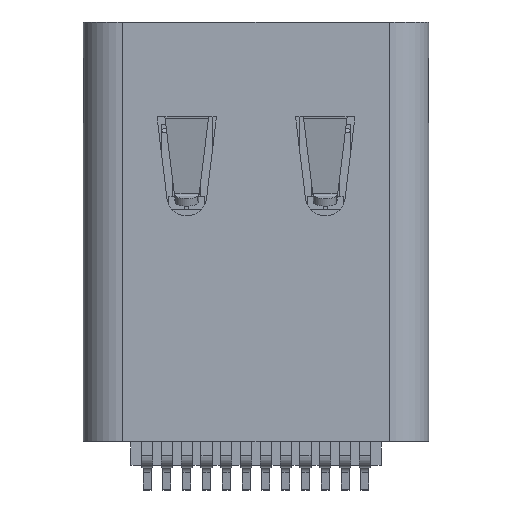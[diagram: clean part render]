
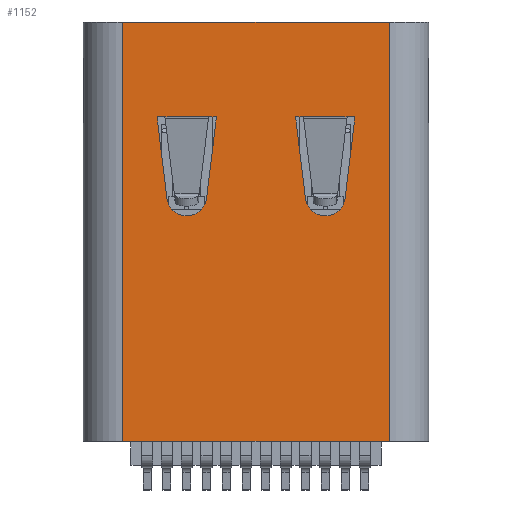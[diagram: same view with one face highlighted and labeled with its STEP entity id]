
A CAD part, front view. The second image highlights one B-rep face of the part: STEP entity #1152.
In plain terms, the highlighted planar face has unit normal (0, -1, 0).
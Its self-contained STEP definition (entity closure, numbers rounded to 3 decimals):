
#1152=ADVANCED_FACE('',(#4125,#4126,#4127),#4128,.T.);
#4125=FACE_BOUND('',#8516,.T.);
#4126=FACE_BOUND('',#8517,.T.);
#4127=FACE_OUTER_BOUND('',#8518,.T.);
#4128=PLANE('',#8519);
#8516=EDGE_LOOP('',(#23283,#23284,#23285,#23286,#23287,#23288,#23289,#23290,#23291,#23292));
#8517=EDGE_LOOP('',(#23293,#23294,#23295,#23296,#23297,#23298,#23299,#23300,#23301,#23302));
#8518=EDGE_LOOP('',(#23303,#23304,#23305,#23306));
#8519=AXIS2_PLACEMENT_3D('',#23307,#23308,#23309);
#23283=ORIENTED_EDGE('',*,*,#36902,.F.);
#23284=ORIENTED_EDGE('',*,*,#36903,.T.);
#23285=ORIENTED_EDGE('',*,*,#36904,.F.);
#23286=ORIENTED_EDGE('',*,*,#36875,.T.);
#23287=ORIENTED_EDGE('',*,*,#36905,.T.);
#23288=ORIENTED_EDGE('',*,*,#36906,.F.);
#23289=ORIENTED_EDGE('',*,*,#36907,.F.);
#23290=ORIENTED_EDGE('',*,*,#36908,.F.);
#23291=ORIENTED_EDGE('',*,*,#36909,.F.);
#23292=ORIENTED_EDGE('',*,*,#36910,.F.);
#23293=ORIENTED_EDGE('',*,*,#36911,.F.);
#23294=ORIENTED_EDGE('',*,*,#36912,.T.);
#23295=ORIENTED_EDGE('',*,*,#36913,.F.);
#23296=ORIENTED_EDGE('',*,*,#36914,.T.);
#23297=ORIENTED_EDGE('',*,*,#36915,.T.);
#23298=ORIENTED_EDGE('',*,*,#36916,.F.);
#23299=ORIENTED_EDGE('',*,*,#36917,.F.);
#23300=ORIENTED_EDGE('',*,*,#36918,.F.);
#23301=ORIENTED_EDGE('',*,*,#36919,.F.);
#23302=ORIENTED_EDGE('',*,*,#36920,.F.);
#23303=ORIENTED_EDGE('',*,*,#36921,.F.);
#23304=ORIENTED_EDGE('',*,*,#36922,.F.);
#23305=ORIENTED_EDGE('',*,*,#36923,.T.);
#23306=ORIENTED_EDGE('',*,*,#36924,.T.);
#23307=CARTESIAN_POINT('',(3.37,-1.48,-5.75));
#23308=DIRECTION('',(0.,-1.0,0.));
#23309=DIRECTION('',(-1.0,0.,0.));
#36875=EDGE_CURVE('',#44361,#44362,#44363,.T.);
#36902=EDGE_CURVE('',#44414,#44415,#44416,.T.);
#36903=EDGE_CURVE('',#44414,#44417,#44418,.T.);
#36904=EDGE_CURVE('',#44361,#44417,#44419,.T.);
#36905=EDGE_CURVE('',#44362,#44420,#44421,.T.);
#36906=EDGE_CURVE('',#44422,#44420,#44423,.T.);
#36907=EDGE_CURVE('',#44424,#44422,#44425,.T.);
#36908=EDGE_CURVE('',#44426,#44424,#44427,.T.);
#36909=EDGE_CURVE('',#44428,#44426,#44429,.T.);
#36910=EDGE_CURVE('',#44415,#44428,#44430,.T.);
#36911=EDGE_CURVE('',#44431,#44432,#44433,.T.);
#36912=EDGE_CURVE('',#44431,#44434,#44435,.T.);
#36913=EDGE_CURVE('',#44436,#44434,#44437,.T.);
#36914=EDGE_CURVE('',#44436,#44438,#44439,.T.);
#36915=EDGE_CURVE('',#44438,#44440,#44441,.T.);
#36916=EDGE_CURVE('',#44442,#44440,#44443,.T.);
#36917=EDGE_CURVE('',#44444,#44442,#44445,.T.);
#36918=EDGE_CURVE('',#44446,#44444,#44447,.T.);
#36919=EDGE_CURVE('',#44448,#44446,#44449,.T.);
#36920=EDGE_CURVE('',#44432,#44448,#44450,.T.);
#36921=EDGE_CURVE('',#44451,#44452,#44453,.T.);
#36922=EDGE_CURVE('',#44454,#44451,#44455,.T.);
#36923=EDGE_CURVE('',#44454,#44456,#44457,.T.);
#36924=EDGE_CURVE('',#44456,#44452,#44458,.T.);
#44361=VERTEX_POINT('',#56314);
#44362=VERTEX_POINT('',#56315);
#44363=LINE('',#56316,#56317);
#44414=VERTEX_POINT('',#56392);
#44415=VERTEX_POINT('',#56393);
#44416=LINE('',#56394,#56395);
#44417=VERTEX_POINT('',#56396);
#44418=LINE('',#56397,#56398);
#44419=LINE('',#56399,#56400);
#44420=VERTEX_POINT('',#56401);
#44421=LINE('',#56402,#56403);
#44422=VERTEX_POINT('',#56404);
#44423=LINE('',#56405,#56406);
#44424=VERTEX_POINT('',#56407);
#44425=LINE('',#56408,#56409);
#44426=VERTEX_POINT('',#56410);
#44427=CIRCLE('',#56411,0.504);
#44428=VERTEX_POINT('',#56412);
#44429=LINE('',#56413,#56414);
#44430=LINE('',#56415,#56416);
#44431=VERTEX_POINT('',#56417);
#44432=VERTEX_POINT('',#56418);
#44433=LINE('',#56419,#56420);
#44434=VERTEX_POINT('',#56421);
#44435=LINE('',#56422,#56423);
#44436=VERTEX_POINT('',#56424);
#44437=LINE('',#56425,#56426);
#44438=VERTEX_POINT('',#56427);
#44439=LINE('',#56428,#56429);
#44440=VERTEX_POINT('',#56430);
#44441=LINE('',#56431,#56432);
#44442=VERTEX_POINT('',#56433);
#44443=LINE('',#56434,#56435);
#44444=VERTEX_POINT('',#56436);
#44445=LINE('',#56437,#56438);
#44446=VERTEX_POINT('',#56439);
#44447=CIRCLE('',#56440,0.504);
#44448=VERTEX_POINT('',#56441);
#44449=LINE('',#56442,#56443);
#44450=LINE('',#56444,#56445);
#44451=VERTEX_POINT('',#56446);
#44452=VERTEX_POINT('',#56447);
#44453=LINE('',#56448,#56449);
#44454=VERTEX_POINT('',#56450);
#44455=LINE('',#56451,#56452);
#44456=VERTEX_POINT('',#56453);
#44457=LINE('',#56454,#56455);
#44458=LINE('',#56456,#56457);
#56314=CARTESIAN_POINT('',(-1.2,-1.48,2.46));
#56315=CARTESIAN_POINT('',(-1.198,-1.48,2.46));
#56316=CARTESIAN_POINT('',(-1.2,-1.48,2.46));
#56317=VECTOR('',#70158,1000.0);
#56392=CARTESIAN_POINT('',(-2.302,-1.48,2.46));
#56393=CARTESIAN_POINT('',(-2.302,-1.48,2.45));
#56394=CARTESIAN_POINT('',(-2.302,-1.48,2.46));
#56395=VECTOR('',#70189,1000.0);
#56396=CARTESIAN_POINT('',(-2.3,-1.48,2.46));
#56397=CARTESIAN_POINT('',(-1.2,-1.48,2.46));
#56398=VECTOR('',#70190,1000.0);
#56399=CARTESIAN_POINT('',(-1.2,-1.48,2.46));
#56400=VECTOR('',#70191,1000.0);
#56401=CARTESIAN_POINT('',(-1.198,-1.48,2.45));
#56402=CARTESIAN_POINT('',(-1.198,-1.48,2.46));
#56403=VECTOR('',#70192,1000.0);
#56404=CARTESIAN_POINT('',(-1.,-1.48,2.45));
#56405=CARTESIAN_POINT('',(-1.,-1.48,2.45));
#56406=VECTOR('',#70193,1000.0);
#56407=CARTESIAN_POINT('',(-1.25,-1.48,0.393));
#56408=CARTESIAN_POINT('',(-1.25,-1.48,0.393));
#56409=VECTOR('',#70194,1000.0);
#56410=CARTESIAN_POINT('',(-2.25,-1.48,0.393));
#56411=AXIS2_PLACEMENT_3D('',#70195,#70196,#70197);
#56412=CARTESIAN_POINT('',(-2.5,-1.48,2.45));
#56413=CARTESIAN_POINT('',(-2.5,-1.48,2.45));
#56414=VECTOR('',#70198,1000.0);
#56415=CARTESIAN_POINT('',(-2.3,-1.48,2.45));
#56416=VECTOR('',#70199,1000.0);
#56417=CARTESIAN_POINT('',(1.198,-1.48,2.46));
#56418=CARTESIAN_POINT('',(1.198,-1.48,2.45));
#56419=CARTESIAN_POINT('',(1.198,-1.48,2.46));
#56420=VECTOR('',#70200,1000.0);
#56421=CARTESIAN_POINT('',(1.2,-1.48,2.46));
#56422=CARTESIAN_POINT('',(2.3,-1.48,2.46));
#56423=VECTOR('',#70201,1000.0);
#56424=CARTESIAN_POINT('',(2.3,-1.48,2.46));
#56425=CARTESIAN_POINT('',(2.3,-1.48,2.46));
#56426=VECTOR('',#70202,1000.0);
#56427=CARTESIAN_POINT('',(2.302,-1.48,2.46));
#56428=CARTESIAN_POINT('',(2.3,-1.48,2.46));
#56429=VECTOR('',#70203,1000.0);
#56430=CARTESIAN_POINT('',(2.302,-1.48,2.45));
#56431=CARTESIAN_POINT('',(2.302,-1.48,2.46));
#56432=VECTOR('',#70204,1000.0);
#56433=CARTESIAN_POINT('',(2.5,-1.48,2.45));
#56434=CARTESIAN_POINT('',(2.3,-1.48,2.45));
#56435=VECTOR('',#70205,1000.0);
#56436=CARTESIAN_POINT('',(2.25,-1.48,0.393));
#56437=CARTESIAN_POINT('',(2.25,-1.48,0.393));
#56438=VECTOR('',#70206,1000.0);
#56439=CARTESIAN_POINT('',(1.25,-1.48,0.393));
#56440=AXIS2_PLACEMENT_3D('',#70207,#70208,#70209);
#56441=CARTESIAN_POINT('',(1.,-1.48,2.45));
#56442=CARTESIAN_POINT('',(1.,-1.48,2.45));
#56443=VECTOR('',#70210,1000.0);
#56444=CARTESIAN_POINT('',(1.,-1.48,2.45));
#56445=VECTOR('',#70211,1000.0);
#56446=CARTESIAN_POINT('',(-3.37,-1.48,4.85));
#56447=CARTESIAN_POINT('',(3.37,-1.48,4.85));
#56448=CARTESIAN_POINT('',(3.37,-1.48,4.85));
#56449=VECTOR('',#70212,1000.0);
#56450=CARTESIAN_POINT('',(-3.37,-1.48,-5.75));
#56451=CARTESIAN_POINT('',(-3.37,-1.48,-5.75));
#56452=VECTOR('',#70213,1000.0);
#56453=CARTESIAN_POINT('',(3.37,-1.48,-5.75));
#56454=CARTESIAN_POINT('',(3.37,-1.48,-5.75));
#56455=VECTOR('',#70214,1000.0);
#56456=CARTESIAN_POINT('',(3.37,-1.48,-5.75));
#56457=VECTOR('',#70215,1000.0);
#70158=DIRECTION('',(1.0,0.,0.));
#70189=DIRECTION('',(0.,0.,-1.0));
#70190=DIRECTION('',(1.0,0.,0.));
#70191=DIRECTION('',(-1.0,0.,0.));
#70192=DIRECTION('',(0.,0.,-1.0));
#70193=DIRECTION('',(-1.0,0.,0.));
#70194=DIRECTION('',(0.121,0.,0.993));
#70195=CARTESIAN_POINT('',(-1.75,-1.48,0.454));
#70196=DIRECTION('',(0.,-1.0,0.));
#70197=DIRECTION('',(0.,0.,1.0));
#70198=DIRECTION('',(0.121,0.,-0.993));
#70199=DIRECTION('',(-1.0,0.,0.));
#70200=DIRECTION('',(0.,0.,-1.0));
#70201=DIRECTION('',(1.0,0.,0.));
#70202=DIRECTION('',(-1.0,0.,0.));
#70203=DIRECTION('',(1.0,0.,0.));
#70204=DIRECTION('',(0.,0.,-1.0));
#70205=DIRECTION('',(-1.0,0.,0.));
#70206=DIRECTION('',(0.121,0.,0.993));
#70207=CARTESIAN_POINT('',(1.75,-1.48,0.454));
#70208=DIRECTION('',(0.,-1.0,0.));
#70209=DIRECTION('',(0.,0.,1.0));
#70210=DIRECTION('',(0.121,0.,-0.993));
#70211=DIRECTION('',(-1.0,0.,0.));
#70212=DIRECTION('',(1.0,0.,0.));
#70213=DIRECTION('',(0.,0.,1.0));
#70214=DIRECTION('',(1.0,0.,0.));
#70215=DIRECTION('',(0.,0.,1.0));
